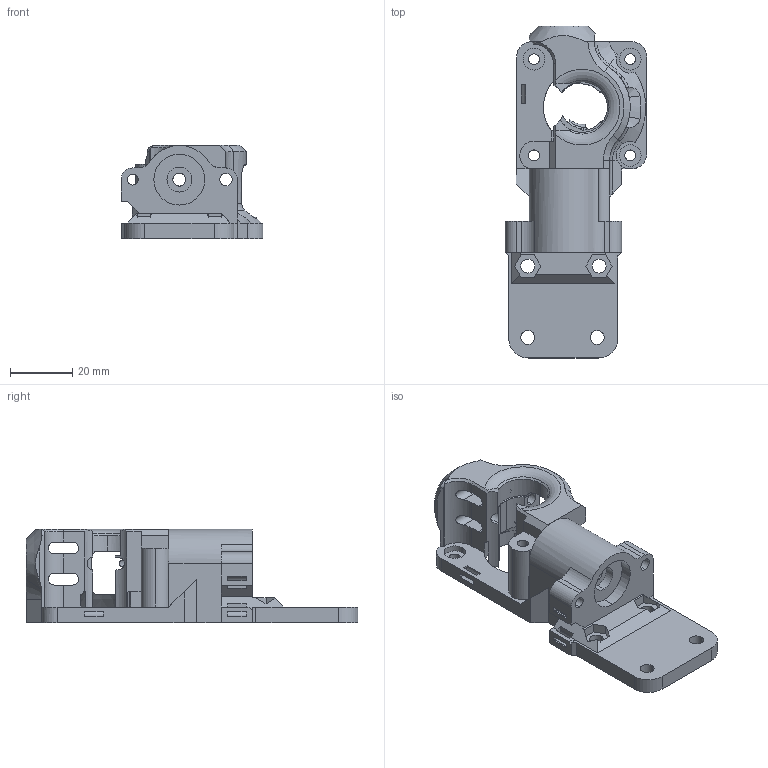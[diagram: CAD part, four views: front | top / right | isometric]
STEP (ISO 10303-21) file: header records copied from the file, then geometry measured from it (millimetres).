
FILE_DESCRIPTION (( 'STEP AP203' ), '1' );
FILE_NAME ('Single Extruder_16_01_2017 (Mejorada filaflex i3_MK7).STEP', '2017-01-26T18:57:58', ( '' ), ( '' ), 'SwSTEP 2.0', 'SolidWorks 2016', '' );
FILE_SCHEMA (( 'CONFIG_CONTROL_DESIGN' ));
Length unit declared in the file: millimetre
Products named in the file (1): Single Extruder_16_01_2017 (Mejorada filaflex i3_MK7)
Bounding box: 45.65 x 106.9 x 30 mm (x, y, z)
Volume: 46316.7 mm3; surface area: 18639 mm2
Topology: 1 solids, 1 shells, 302 faces, 867 edges, 562 vertices
Faces by surface type: plane 136, cylinder 115, cone 20, bspline 17, torus 14
Entity records: 11873 total; most frequent: CARTESIAN_POINT 3870, ORIENTED_EDGE 1734, DIRECTION 1593, EDGE_CURVE 867, AXIS2_PLACEMENT_3D 567, VERTEX_POINT 562, VECTOR 459, LINE 459
